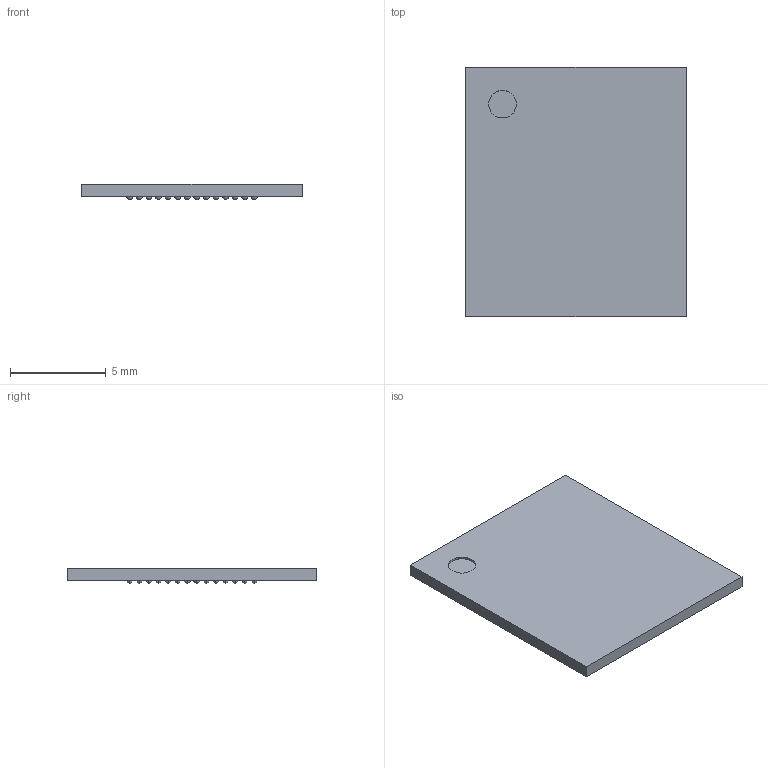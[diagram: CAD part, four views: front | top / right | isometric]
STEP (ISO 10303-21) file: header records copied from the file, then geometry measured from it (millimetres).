
FILE_DESCRIPTION((''),'2;1');
FILE_NAME('BGA153C50P14X14_1150X1300X80_ASM','2023-02-14T12:24:40',('karl'),(''),'CREO PARAMETRIC BY PTC INC, 2022414','CREO PARAMETRIC BY PTC INC, 2022414','');
FILE_SCHEMA(('AUTOMOTIVE_DESIGN { 1 0 10303 214 1 1 1 1 }'));
Length unit declared in the file: millimetre
Products named in the file (6): OPEN_CASCADE_STEP_TRANSLATO-717; OPEN_CASCADE_STEP_TRANSLATO-780; BODY_ASM; BALL; BGA153C50P14X14_1150X1300X80_ST_ASM; BGA153C50P14X14_1150X1300X80_ASM
Assembly tree (157 placements, depth 4):
  BGA153C50P14X14_1150X1300X80_ASM
    BGA153C50P14X14_1150X1300X80_ST_ASM
      OPEN_CASCADE_STEP_TRANSLATO-717
      BODY_ASM
        OPEN_CASCADE_STEP_TRANSLATO-780
      BALL  x153
Bounding box: 11.5 x 13 x 0.8 mm (x, y, z)
Volume: 97.7 mm3; surface area: 375.7 mm2
Topology: 154 solids, 155 shells, 316 faces, 938 edges, 320 vertices
Faces by surface type: sphere 306, plane 8, cylinder 2
Entity records: 3160 total; most frequent: DIRECTION 688, CARTESIAN_POINT 580, AXIS2_PLACEMENT_3D 337, PROPERTY_DEFINITION 182, REPRESENTATION 179, PROPERTY_DEFINITION_REPRESENTATION 179, PRODUCT_DEFINITION_SHAPE 163, ITEM_DEFINED_TRANSFORMATION 157
